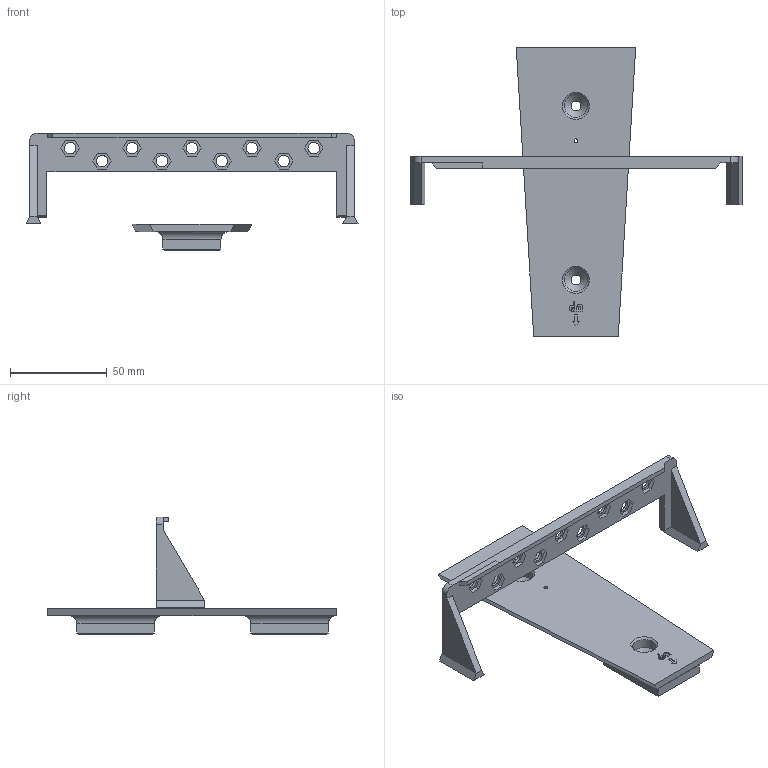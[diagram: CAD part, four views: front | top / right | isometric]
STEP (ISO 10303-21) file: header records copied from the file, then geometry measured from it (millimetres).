
FILE_DESCRIPTION(('HOOPS Exchange Step'),'2;1');
FILE_NAME('temp_export','2021-02-15T18:26:44+01:00',('mobile'),('Shapr3D Limited'),'HOOPS Exchange 2020.2','Shapr3D','Authorized');
FILE_SCHEMA( ('AP203_CONFIGURATION_CONTROLLED_3D_DESIGN_OF_MECHANICAL_PARTS_AND_ASSEMBLIES_MIM_LF') );
Length unit declared in the file: millimetre
Products named in the file (3): 0; F51441EC-BB37-4985-853D-967039DC5EDA.tmp
Assembly tree (2 placements, depth 2):
  F51441EC-BB37-4985-853D-967039DC5EDA.tmp
    0
    0
Bounding box: 171.75 x 149 x 61 mm (x, y, z)
Volume: 68616.2 mm3; surface area: 32405 mm2
Topology: 2 solids, 2 shells, 182 faces, 488 edges, 324 vertices
Faces by surface type: plane 143, cylinder 33, cone 6
Full cylindrical faces by diameter (mm): 1 x1, 2 x1, 5 x2, 6 x9, 12 x2
Entity records: 5783 total; most frequent: CARTESIAN_POINT 999, ORIENTED_EDGE 976, DIRECTION 949, EDGE_CURVE 488, VECTOR 401, LINE 401, VERTEX_POINT 324, AXIS2_PLACEMENT_3D 274
